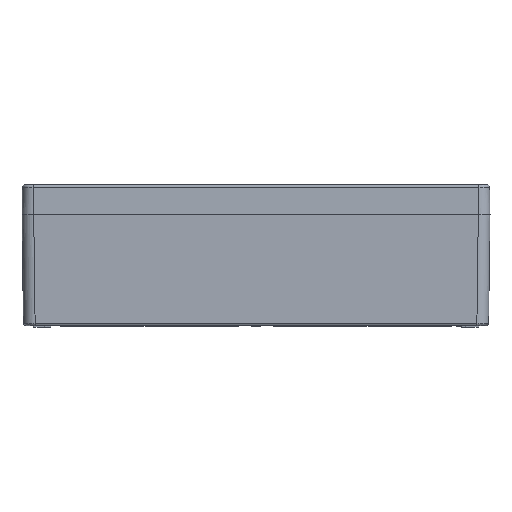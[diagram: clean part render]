
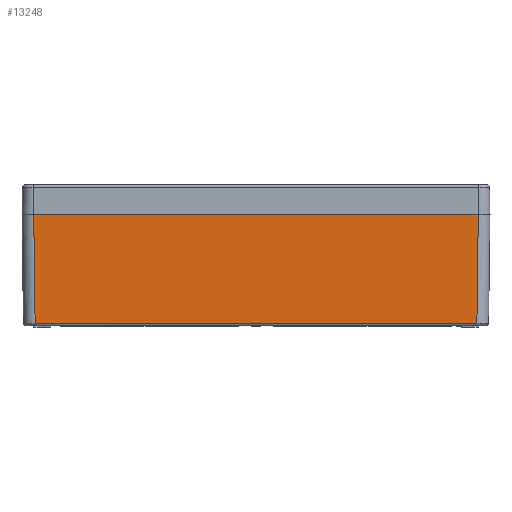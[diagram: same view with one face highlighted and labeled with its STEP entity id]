
A CAD part, front view. The second image highlights one B-rep face of the part: STEP entity #13248.
In plain terms, the highlighted planar face has unit normal (0, -1, -0.013).
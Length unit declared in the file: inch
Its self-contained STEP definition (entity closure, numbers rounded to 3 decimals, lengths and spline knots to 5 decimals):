
#338 = EDGE_LOOP ( 'NONE', ( #20306, #6270, #4820, #16603 ) ) ;
#409 = CARTESIAN_POINT ( 'NONE',  ( -3.93701, -7.92475, -3.64302 ) ) ;
#724 = CARTESIAN_POINT ( 'NONE',  ( 7.48035, -7.97244, 0. ) ) ;
#1128 = DIRECTION ( 'NONE',  ( -1., 0., 0. ) ) ;
#1215 = EDGE_CURVE ( 'NONE', #9264, #10421, #6694, .T. ) ;
#1339 = LINE ( 'NONE', #6156, #11760 ) ;
#1603 = VECTOR ( 'NONE', #3135, 39.37008 ) ;
#2095 = LINE ( 'NONE', #6608, #13713 ) ;
#2738 = CARTESIAN_POINT ( 'NONE',  ( -7.87402, -7.97244, 0. ) ) ;
#3135 = DIRECTION ( 'NONE',  ( 0.013, 0.013, -1. ) ) ;
#3180 = VERTEX_POINT ( 'NONE', #724 ) ;
#3517 = CARTESIAN_POINT ( 'NONE',  ( -7.48035, -7.97244, 0. ) ) ;
#4820 = ORIENTED_EDGE ( 'NONE', *, *, #13510, .F. ) ;
#5620 = AXIS2_PLACEMENT_3D ( 'NONE', #2738, #11997, #9154 ) ;
#5866 = PLANE ( 'NONE',  #5620 ) ;
#6156 = CARTESIAN_POINT ( 'NONE',  ( -7.87402, -7.97244, 0. ) ) ;
#6270 = ORIENTED_EDGE ( 'NONE', *, *, #1215, .F. ) ;
#6608 = CARTESIAN_POINT ( 'NONE',  ( 7.47907, -7.97116, -0.09789 ) ) ;
#6694 = LINE ( 'NONE', #409, #6964 ) ;
#6964 = VECTOR ( 'NONE', #13128, 39.37008 ) ;
#9154 = DIRECTION ( 'NONE',  ( 0., 0.013, -1. ) ) ;
#9181 = EDGE_CURVE ( 'NONE', #3180, #18541, #1339, .T. ) ;
#9264 = VERTEX_POINT ( 'NONE', #19241 ) ;
#10421 = VERTEX_POINT ( 'NONE', #18535 ) ;
#10736 = FACE_OUTER_BOUND ( 'NONE', #338, .T. ) ;
#10916 = LINE ( 'NONE', #17507, #1603 ) ;
#11760 = VECTOR ( 'NONE', #1128, 39.37008 ) ;
#11997 = DIRECTION ( 'NONE',  ( 0., -1., -0.013 ) ) ;
#13128 = DIRECTION ( 'NONE',  ( -1., 0., 0. ) ) ;
#13166 = DIRECTION ( 'NONE',  ( -0.013, 0.013, -1. ) ) ;
#13248 = ADVANCED_FACE ( 'NONE', ( #10736 ), #5866, .T. ) ;
#13510 = EDGE_CURVE ( 'NONE', #3180, #9264, #2095, .T. ) ;
#13713 = VECTOR ( 'NONE', #13166, 39.37008 ) ;
#15697 = EDGE_CURVE ( 'NONE', #18541, #10421, #10916, .T. ) ;
#16603 = ORIENTED_EDGE ( 'NONE', *, *, #9181, .T. ) ;
#17507 = CARTESIAN_POINT ( 'NONE',  ( -7.48035, -7.97244, 0. ) ) ;
#18535 = CARTESIAN_POINT ( 'NONE',  ( -7.43266, -7.92475, -3.64302 ) ) ;
#18541 = VERTEX_POINT ( 'NONE', #3517 ) ;
#19241 = CARTESIAN_POINT ( 'NONE',  ( 7.43266, -7.92475, -3.64302 ) ) ;
#20306 = ORIENTED_EDGE ( 'NONE', *, *, #15697, .T. ) ;
